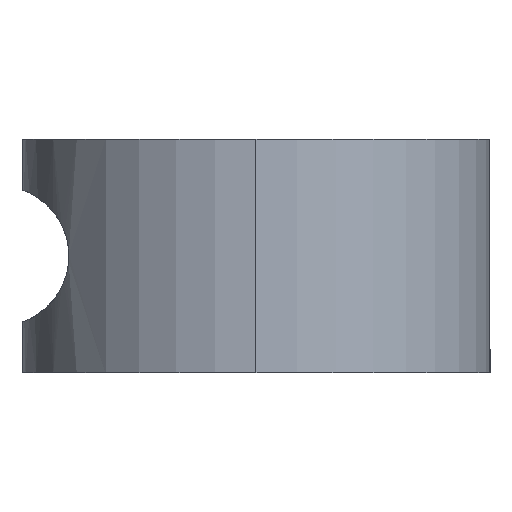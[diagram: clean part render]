
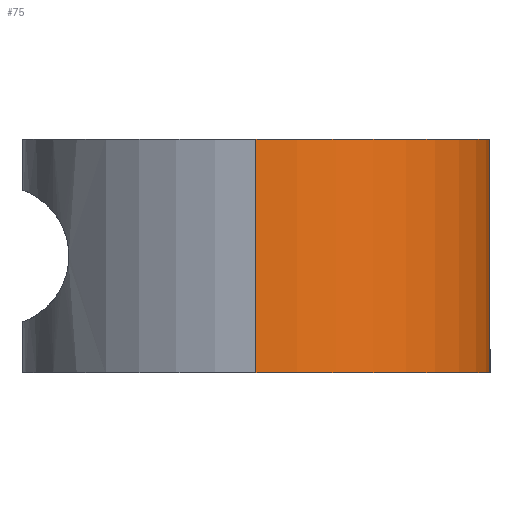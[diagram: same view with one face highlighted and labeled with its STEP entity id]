
A CAD part, left-side view. The second image highlights one B-rep face of the part: STEP entity #75.
In plain terms, the highlighted cylindrical face has radius 10 mm (diameter 20 mm), a partial arc.
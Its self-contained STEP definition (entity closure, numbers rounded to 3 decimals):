
#43 = VERTEX_POINT ( 'NONE', #779 ) ;
#44 = DIRECTION ( 'NONE',  ( -1., 0., 0. ) ) ;
#55 = CARTESIAN_POINT ( 'NONE',  ( 0., 10., 10. ) ) ;
#68 = CYLINDRICAL_SURFACE ( 'NONE', #121, 10. ) ;
#69 = DIRECTION ( 'NONE',  ( 0., 0., -1. ) ) ;
#75 = ADVANCED_FACE ( 'NONE', ( #632 ), #68, .T. ) ;
#89 = LINE ( 'NONE', #833, #122 ) ;
#100 = ORIENTED_EDGE ( 'NONE', *, *, #809, .F. ) ;
#112 = VERTEX_POINT ( 'NONE', #396 ) ;
#121 = AXIS2_PLACEMENT_3D ( 'NONE', #392, #885, #149 ) ;
#122 = VECTOR ( 'NONE', #250, 1000. ) ;
#124 = ORIENTED_EDGE ( 'NONE', *, *, #629, .F. ) ;
#135 = EDGE_LOOP ( 'NONE', ( #100, #614, #771, #124 ) ) ;
#149 = DIRECTION ( 'NONE',  ( -1., 0., 0. ) ) ;
#179 = AXIS2_PLACEMENT_3D ( 'NONE', #1020, #612, #1032 ) ;
#224 = LINE ( 'NONE', #55, #858 ) ;
#238 = EDGE_CURVE ( 'NONE', #43, #385, #404, .T. ) ;
#250 = DIRECTION ( 'NONE',  ( 0., 0., -1. ) ) ;
#337 = CARTESIAN_POINT ( 'NONE',  ( 10., 0., 10. ) ) ;
#365 = DIRECTION ( 'NONE',  ( 0., 0., -1. ) ) ;
#385 = VERTEX_POINT ( 'NONE', #908 ) ;
#389 = VERTEX_POINT ( 'NONE', #337 ) ;
#392 = CARTESIAN_POINT ( 'NONE',  ( 10., 10., 10. ) ) ;
#396 = CARTESIAN_POINT ( 'NONE',  ( 0., 10., 10. ) ) ;
#404 = CIRCLE ( 'NONE', #806, 10. ) ;
#541 = CARTESIAN_POINT ( 'NONE',  ( 10., 10., 0. ) ) ;
#612 = DIRECTION ( 'NONE',  ( 0., 0., 1. ) ) ;
#614 = ORIENTED_EDGE ( 'NONE', *, *, #984, .T. ) ;
#629 = EDGE_CURVE ( 'NONE', #389, #43, #89, .T. ) ;
#632 = FACE_OUTER_BOUND ( 'NONE', #135, .T. ) ;
#738 = CIRCLE ( 'NONE', #179, 10. ) ;
#771 = ORIENTED_EDGE ( 'NONE', *, *, #238, .F. ) ;
#779 = CARTESIAN_POINT ( 'NONE',  ( 10., 0., 0. ) ) ;
#806 = AXIS2_PLACEMENT_3D ( 'NONE', #541, #365, #44 ) ;
#809 = EDGE_CURVE ( 'NONE', #112, #389, #738, .T. ) ;
#833 = CARTESIAN_POINT ( 'NONE',  ( 10., 0., 10. ) ) ;
#858 = VECTOR ( 'NONE', #69, 1000. ) ;
#885 = DIRECTION ( 'NONE',  ( 0., 0., -1. ) ) ;
#908 = CARTESIAN_POINT ( 'NONE',  ( 0., 10., 0. ) ) ;
#984 = EDGE_CURVE ( 'NONE', #112, #385, #224, .T. ) ;
#1020 = CARTESIAN_POINT ( 'NONE',  ( 10., 10., 10. ) ) ;
#1032 = DIRECTION ( 'NONE',  ( -1., 0., 0. ) ) ;
